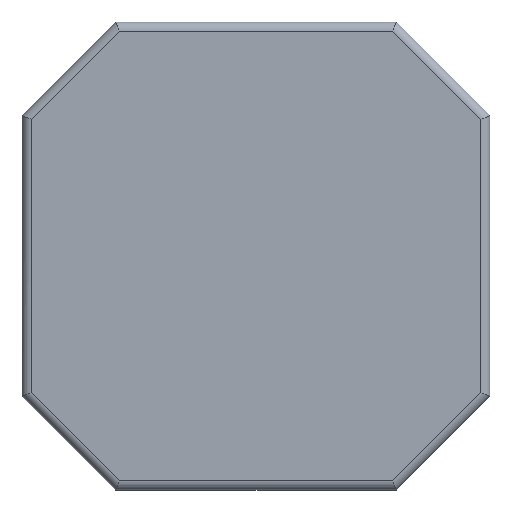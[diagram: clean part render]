
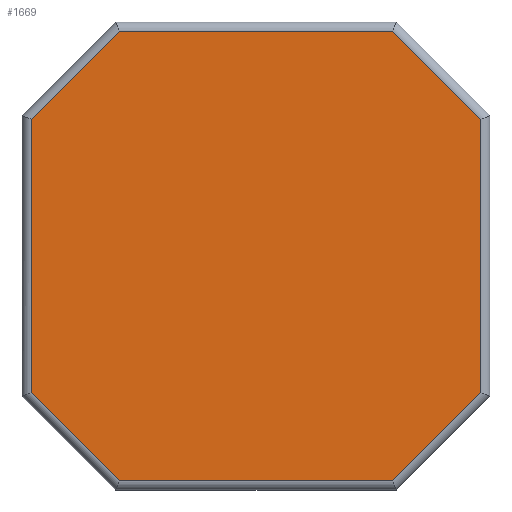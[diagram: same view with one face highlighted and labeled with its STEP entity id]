
A CAD part, front view. The second image highlights one B-rep face of the part: STEP entity #1669.
In plain terms, the highlighted planar face has unit normal (0, -1, 0).
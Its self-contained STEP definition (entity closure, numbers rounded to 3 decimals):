
#79=PLANE('',#1787);
#145=FACE_OUTER_BOUND('',#239,.T.);
#239=EDGE_LOOP('',(#1181,#1182,#1183,#1184,#1185,#1186,#1187,#1188));
#353=LINE('',#2411,#541);
#355=LINE('',#2419,#543);
#357=LINE('',#2426,#545);
#359=LINE('',#2434,#547);
#362=LINE('',#2442,#550);
#364=LINE('',#2448,#552);
#365=LINE('',#2451,#553);
#368=LINE('',#2455,#556);
#541=VECTOR('',#1921,10.);
#543=VECTOR('',#1929,10.);
#545=VECTOR('',#1935,10.);
#547=VECTOR('',#1943,10.);
#550=VECTOR('',#1950,10.);
#552=VECTOR('',#1956,10.);
#553=VECTOR('',#1961,10.);
#556=VECTOR('',#1966,10.);
#729=VERTEX_POINT('',#2409);
#730=VERTEX_POINT('',#2410);
#733=VERTEX_POINT('',#2418);
#735=VERTEX_POINT('',#2424);
#736=VERTEX_POINT('',#2425);
#739=VERTEX_POINT('',#2433);
#742=VERTEX_POINT('',#2441);
#744=VERTEX_POINT('',#2447);
#889=EDGE_CURVE('',#729,#730,#353,.T.);
#893=EDGE_CURVE('',#730,#733,#355,.T.);
#896=EDGE_CURVE('',#735,#736,#357,.T.);
#900=EDGE_CURVE('',#736,#739,#359,.T.);
#904=EDGE_CURVE('',#739,#742,#362,.T.);
#907=EDGE_CURVE('',#742,#744,#364,.T.);
#909=EDGE_CURVE('',#733,#735,#365,.T.);
#912=EDGE_CURVE('',#744,#729,#368,.T.);
#1181=ORIENTED_EDGE('',*,*,#896,.F.);
#1182=ORIENTED_EDGE('',*,*,#909,.F.);
#1183=ORIENTED_EDGE('',*,*,#893,.F.);
#1184=ORIENTED_EDGE('',*,*,#889,.F.);
#1185=ORIENTED_EDGE('',*,*,#912,.F.);
#1186=ORIENTED_EDGE('',*,*,#907,.F.);
#1187=ORIENTED_EDGE('',*,*,#904,.F.);
#1188=ORIENTED_EDGE('',*,*,#900,.F.);
#1669=ADVANCED_FACE('',(#145),#79,.F.);
#1787=AXIS2_PLACEMENT_3D('',#2474,#1984,#1985);
#1921=DIRECTION('',(-1.,0.,0.));
#1929=DIRECTION('',(-0.707,0.,0.707));
#1935=DIRECTION('',(0.707,0.,0.707));
#1943=DIRECTION('',(1.,0.,0.));
#1950=DIRECTION('',(0.707,0.,-0.707));
#1956=DIRECTION('',(0.,0.,-1.));
#1961=DIRECTION('',(0.,0.,1.));
#1966=DIRECTION('',(-0.707,0.,-0.707));
#1984=DIRECTION('center_axis',(0.,1.,0.));
#1985=DIRECTION('ref_axis',(1.,0.,0.));
#2409=CARTESIAN_POINT('',(15.309,0.,-23.129));
#2410=CARTESIAN_POINT('',(-13.863,0.,-23.129));
#2411=CARTESIAN_POINT('',(8.223,0.,-23.129));
#2418=CARTESIAN_POINT('',(-23.277,0.,-13.715));
#2419=CARTESIAN_POINT('',(-16.07,0.,-20.922));
#2424=CARTESIAN_POINT('',(-23.277,0.,15.457));
#2425=CARTESIAN_POINT('',(-13.863,0.,24.871));
#2426=CARTESIAN_POINT('',(-21.07,0.,17.664));
#2433=CARTESIAN_POINT('',(15.309,0.,24.871));
#2434=CARTESIAN_POINT('',(-6.777,0.,24.871));
#2441=CARTESIAN_POINT('',(24.723,0.,15.457));
#2442=CARTESIAN_POINT('',(17.516,0.,22.664));
#2447=CARTESIAN_POINT('',(24.723,0.,-13.715));
#2448=CARTESIAN_POINT('',(24.723,0.,8.371));
#2451=CARTESIAN_POINT('',(-23.277,0.,-6.629));
#2455=CARTESIAN_POINT('',(22.516,0.,-15.922));
#2474=CARTESIAN_POINT('Origin',(0.723,0.,0.871));
